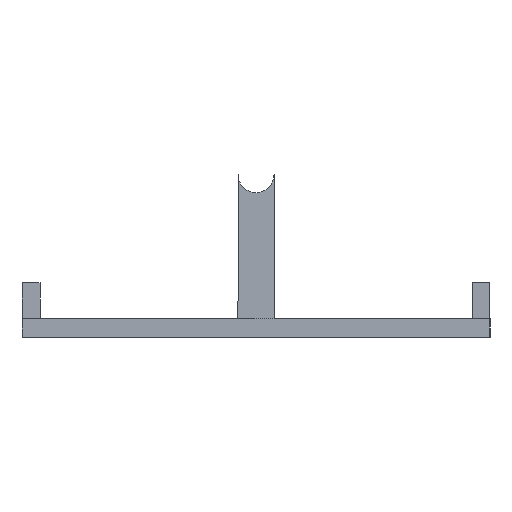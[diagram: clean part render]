
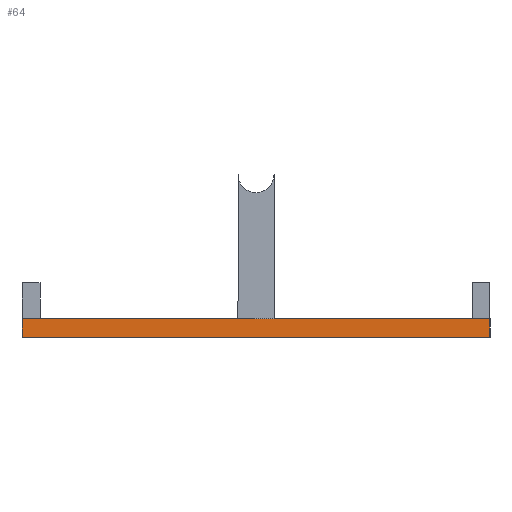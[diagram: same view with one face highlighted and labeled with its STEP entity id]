
A CAD part, left-side view. The second image highlights one B-rep face of the part: STEP entity #64.
In plain terms, the highlighted planar face has unit normal (-1, 0, 0).
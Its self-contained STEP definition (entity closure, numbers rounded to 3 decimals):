
#64=ADVANCED_FACE('',(#115),#813,.T.);
#115=FACE_OUTER_BOUND('',#166,.T.);
#166=EDGE_LOOP('',(#380,#381,#382,#383,#384,#385));
#380=ORIENTED_EDGE('',*,*,#541,.T.);
#381=ORIENTED_EDGE('',*,*,#511,.T.);
#382=ORIENTED_EDGE('',*,*,#547,.T.);
#383=ORIENTED_EDGE('',*,*,#543,.T.);
#384=ORIENTED_EDGE('',*,*,#537,.F.);
#385=ORIENTED_EDGE('',*,*,#545,.F.);
#511=EDGE_CURVE('',#742,#741,#644,.T.);
#537=EDGE_CURVE('',#759,#756,#666,.T.);
#541=EDGE_CURVE('',#763,#742,#670,.T.);
#543=EDGE_CURVE('',#760,#756,#672,.T.);
#545=EDGE_CURVE('',#763,#759,#674,.T.);
#547=EDGE_CURVE('',#741,#760,#676,.T.);
#644=B_SPLINE_CURVE_WITH_KNOTS('',1,(#1274,#1275),.UNSPECIFIED.,.F.,.F.,
(2,2),(-50.,-40.),.UNSPECIFIED.);
#666=B_SPLINE_CURVE_WITH_KNOTS('',1,(#1338,#1339),.UNSPECIFIED.,.F.,.F.,
(2,2),(1070.,1200.),.UNSPECIFIED.);
#670=B_SPLINE_CURVE_WITH_KNOTS('',1,(#1346,#1347),.UNSPECIFIED.,.F.,.F.,
(2,2),(470.,530.),.UNSPECIFIED.);
#672=B_SPLINE_CURVE_WITH_KNOTS('',1,(#1350,#1351),.UNSPECIFIED.,.F.,.F.,
(2,2),(0.,6.),.UNSPECIFIED.);
#674=B_SPLINE_CURVE_WITH_KNOTS('',1,(#1354,#1355),.UNSPECIFIED.,.F.,.F.,
(2,2),(0.,6.),.UNSPECIFIED.);
#676=B_SPLINE_CURVE_WITH_KNOTS('',1,(#1358,#1359),.UNSPECIFIED.,.F.,.F.,
(2,2),(540.,600.),.UNSPECIFIED.);
#741=VERTEX_POINT('',#1081);
#742=VERTEX_POINT('',#1082);
#756=VERTEX_POINT('',#1096);
#759=VERTEX_POINT('',#1099);
#760=VERTEX_POINT('',#1100);
#763=VERTEX_POINT('',#1103);
#813=PLANE('',#882);
#882=AXIS2_PLACEMENT_3D('',#1022,#934,$);
#934=DIRECTION('',(-1.,0.,0.));
#1022=CARTESIAN_POINT('',(-85.,-65.,5.24));
#1081=CARTESIAN_POINT('',(-85.,5.,5.24));
#1082=CARTESIAN_POINT('',(-85.,-5.,5.24));
#1096=CARTESIAN_POINT('',(-85.,65.,0.));
#1099=CARTESIAN_POINT('',(-85.,-65.,0.));
#1100=CARTESIAN_POINT('',(-85.,65.,5.24));
#1103=CARTESIAN_POINT('',(-85.,-65.,5.24));
#1274=CARTESIAN_POINT('',(-85.,-5.,5.24));
#1275=CARTESIAN_POINT('',(-85.,5.,5.24));
#1338=CARTESIAN_POINT('',(-85.,-65.,0.));
#1339=CARTESIAN_POINT('',(-85.,65.,0.));
#1346=CARTESIAN_POINT('',(-85.,-65.,5.24));
#1347=CARTESIAN_POINT('',(-85.,-5.,5.24));
#1350=CARTESIAN_POINT('',(-85.,65.,5.24));
#1351=CARTESIAN_POINT('',(-85.,65.,0.));
#1354=CARTESIAN_POINT('',(-85.,-65.,5.24));
#1355=CARTESIAN_POINT('',(-85.,-65.,0.));
#1358=CARTESIAN_POINT('',(-85.,5.,5.24));
#1359=CARTESIAN_POINT('',(-85.,65.,5.24));
